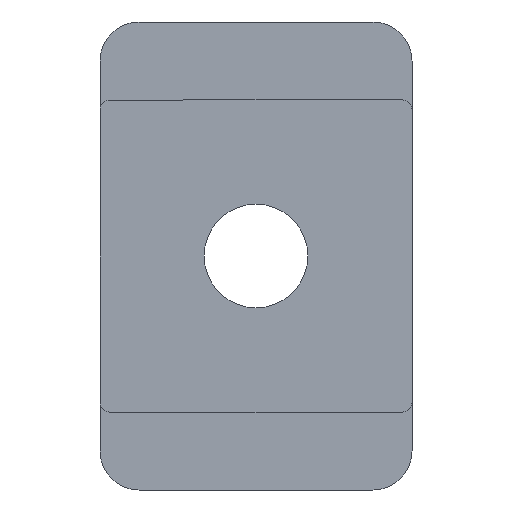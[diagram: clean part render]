
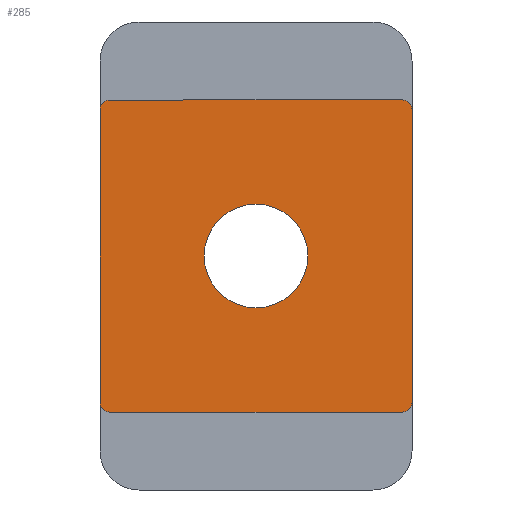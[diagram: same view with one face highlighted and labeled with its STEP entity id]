
A CAD part, front view. The second image highlights one B-rep face of the part: STEP entity #285.
In plain terms, the highlighted planar face has unit normal (0, -1, 0).
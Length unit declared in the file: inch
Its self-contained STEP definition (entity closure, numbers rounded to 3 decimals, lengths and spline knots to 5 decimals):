
#20 = AXIS2_PLACEMENT_3D ( 'NONE', #272, #333, #513 ) ;
#31 = CIRCLE ( 'NONE', #131, 0.166 ) ;
#41 = DIRECTION ( 'NONE',  ( 0., 0., 1. ) ) ;
#44 = DIRECTION ( 'NONE',  ( 0., 0., 1. ) ) ;
#48 = CIRCLE ( 'NONE', #255, 0.03125 ) ;
#49 = DIRECTION ( 'NONE',  ( 0., 0., 1. ) ) ;
#53 = DIRECTION ( 'NONE',  ( 0., 1., 0. ) ) ;
#81 = DIRECTION ( 'NONE',  ( 0., 1., 0. ) ) ;
#87 = CARTESIAN_POINT ( 'NONE',  ( 0., -0.25, -0.166 ) ) ;
#97 = CARTESIAN_POINT ( 'NONE',  ( 0., -0.25, 0. ) ) ;
#101 = CARTESIAN_POINT ( 'NONE',  ( 0.5, -0.25, -0.5 ) ) ;
#116 = DIRECTION ( 'NONE',  ( 0., 1., 0. ) ) ;
#120 = CARTESIAN_POINT ( 'NONE',  ( 0.5, -0.25, 0.75 ) ) ;
#130 = VERTEX_POINT ( 'NONE', #356 ) ;
#131 = AXIS2_PLACEMENT_3D ( 'NONE', #181, #53, #49 ) ;
#132 = CIRCLE ( 'NONE', #649, 0.03125 ) ;
#140 = CARTESIAN_POINT ( 'NONE',  ( 0.5, -0.25, 0.5 ) ) ;
#142 = ORIENTED_EDGE ( 'NONE', *, *, #444, .T. ) ;
#151 = DIRECTION ( 'NONE',  ( 0., 0., 1. ) ) ;
#160 = EDGE_CURVE ( 'NONE', #261, #312, #31, .T. ) ;
#169 = DIRECTION ( 'NONE',  ( 0., -1., 0. ) ) ;
#173 = VECTOR ( 'NONE', #400, 39.37008 ) ;
#176 = CARTESIAN_POINT ( 'NONE',  ( 0.5, -0.25, -0.46875 ) ) ;
#181 = CARTESIAN_POINT ( 'NONE',  ( 0., -0.25, 0. ) ) ;
#182 = AXIS2_PLACEMENT_3D ( 'NONE', #724, #116, #41 ) ;
#221 = EDGE_CURVE ( 'NONE', #512, #733, #686, .T. ) ;
#225 = CARTESIAN_POINT ( 'NONE',  ( -0.46875, -0.25, 0.5 ) ) ;
#226 = CARTESIAN_POINT ( 'NONE',  ( -0.46875, -0.25, -0.46875 ) ) ;
#239 = ORIENTED_EDGE ( 'NONE', *, *, #731, .F. ) ;
#242 = ORIENTED_EDGE ( 'NONE', *, *, #466, .F. ) ;
#255 = AXIS2_PLACEMENT_3D ( 'NONE', #226, #169, #44 ) ;
#256 = EDGE_CURVE ( 'NONE', #806, #675, #369, .T. ) ;
#257 = ORIENTED_EDGE ( 'NONE', *, *, #459, .T. ) ;
#261 = VERTEX_POINT ( 'NONE', #766 ) ;
#271 = ORIENTED_EDGE ( 'NONE', *, *, #755, .T. ) ;
#272 = CARTESIAN_POINT ( 'NONE',  ( 0.46875, -0.25, -0.46875 ) ) ;
#279 = FACE_OUTER_BOUND ( 'NONE', #736, .T. ) ;
#281 = CARTESIAN_POINT ( 'NONE',  ( -0.46875, -0.25, 0.46875 ) ) ;
#285 = ADVANCED_FACE ( 'NONE', ( #392, #279 ), #404, .F. ) ;
#299 = VERTEX_POINT ( 'NONE', #508 ) ;
#310 = ORIENTED_EDGE ( 'NONE', *, *, #160, .T. ) ;
#312 = VERTEX_POINT ( 'NONE', #87 ) ;
#326 = VERTEX_POINT ( 'NONE', #587 ) ;
#333 = DIRECTION ( 'NONE',  ( 0., -1., 0. ) ) ;
#356 = CARTESIAN_POINT ( 'NONE',  ( 0.5, -0.25, 0.46875 ) ) ;
#365 = DIRECTION ( 'NONE',  ( 0., 0., -1. ) ) ;
#369 = CIRCLE ( 'NONE', #20, 0.03125 ) ;
#384 = DIRECTION ( 'NONE',  ( 1., 0., 0. ) ) ;
#392 = FACE_BOUND ( 'NONE', #507, .T. ) ;
#400 = DIRECTION ( 'NONE',  ( 1., 0., 0. ) ) ;
#404 = PLANE ( 'NONE',  #737 ) ;
#405 = LINE ( 'NONE', #101, #173 ) ;
#444 = EDGE_CURVE ( 'NONE', #512, #765, #132, .T. ) ;
#449 = DIRECTION ( 'NONE',  ( 0., 0., 1. ) ) ;
#459 = EDGE_CURVE ( 'NONE', #326, #806, #405, .T. ) ;
#461 = DIRECTION ( 'NONE',  ( 0., -1., 0. ) ) ;
#466 = EDGE_CURVE ( 'NONE', #299, #765, #699, .T. ) ;
#507 = EDGE_LOOP ( 'NONE', ( #310, #701 ) ) ;
#508 = CARTESIAN_POINT ( 'NONE',  ( -0.5, -0.25, -0.46875 ) ) ;
#512 = VERTEX_POINT ( 'NONE', #225 ) ;
#513 = DIRECTION ( 'NONE',  ( 0., 0., 1. ) ) ;
#525 = VECTOR ( 'NONE', #365, 39.37008 ) ;
#545 = DIRECTION ( 'NONE',  ( 0., -1., 0. ) ) ;
#555 = DIRECTION ( 'NONE',  ( 0., 0., 1. ) ) ;
#587 = CARTESIAN_POINT ( 'NONE',  ( -0.46875, -0.25, -0.5 ) ) ;
#603 = DIRECTION ( 'NONE',  ( 0., 0., 1. ) ) ;
#626 = CARTESIAN_POINT ( 'NONE',  ( 0.46875, -0.25, -0.5 ) ) ;
#648 = CARTESIAN_POINT ( 'NONE',  ( -0.5, -0.25, 0.75 ) ) ;
#649 = AXIS2_PLACEMENT_3D ( 'NONE', #281, #461, #555 ) ;
#662 = CARTESIAN_POINT ( 'NONE',  ( 0.46875, -0.25, 0.46875 ) ) ;
#668 = LINE ( 'NONE', #120, #525 ) ;
#674 = VECTOR ( 'NONE', #384, 39.37008 ) ;
#675 = VERTEX_POINT ( 'NONE', #176 ) ;
#680 = EDGE_CURVE ( 'NONE', #130, #733, #753, .T. ) ;
#683 = VECTOR ( 'NONE', #151, 39.37008 ) ;
#686 = LINE ( 'NONE', #140, #674 ) ;
#699 = LINE ( 'NONE', #648, #683 ) ;
#701 = ORIENTED_EDGE ( 'NONE', *, *, #739, .T. ) ;
#708 = AXIS2_PLACEMENT_3D ( 'NONE', #662, #545, #603 ) ;
#709 = ORIENTED_EDGE ( 'NONE', *, *, #680, .T. ) ;
#718 = CARTESIAN_POINT ( 'NONE',  ( -0.5, -0.25, 0.46875 ) ) ;
#724 = CARTESIAN_POINT ( 'NONE',  ( 0., -0.25, 0. ) ) ;
#725 = ORIENTED_EDGE ( 'NONE', *, *, #221, .F. ) ;
#731 = EDGE_CURVE ( 'NONE', #130, #675, #668, .T. ) ;
#733 = VERTEX_POINT ( 'NONE', #786 ) ;
#736 = EDGE_LOOP ( 'NONE', ( #725, #142, #242, #271, #257, #754, #239, #709 ) ) ;
#737 = AXIS2_PLACEMENT_3D ( 'NONE', #97, #81, #449 ) ;
#738 = CIRCLE ( 'NONE', #182, 0.166 ) ;
#739 = EDGE_CURVE ( 'NONE', #312, #261, #738, .T. ) ;
#753 = CIRCLE ( 'NONE', #708, 0.03125 ) ;
#754 = ORIENTED_EDGE ( 'NONE', *, *, #256, .T. ) ;
#755 = EDGE_CURVE ( 'NONE', #299, #326, #48, .T. ) ;
#765 = VERTEX_POINT ( 'NONE', #718 ) ;
#766 = CARTESIAN_POINT ( 'NONE',  ( 0., -0.25, 0.166 ) ) ;
#786 = CARTESIAN_POINT ( 'NONE',  ( 0.46875, -0.25, 0.5 ) ) ;
#806 = VERTEX_POINT ( 'NONE', #626 ) ;
